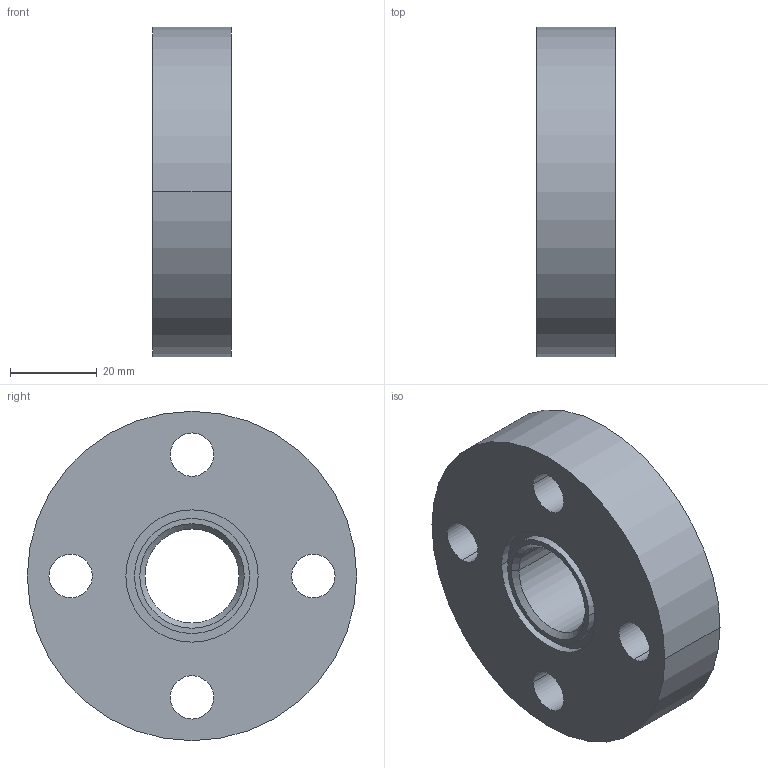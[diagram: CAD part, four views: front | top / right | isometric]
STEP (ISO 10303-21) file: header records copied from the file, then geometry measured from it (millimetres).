
FILE_DESCRIPTION(('STEP AP203'),'1');
FILE_NAME('b11-004.stp','2022-03-03T09:00:12',('TraceParts'),('TraceParts S.A.'),'Spatial InterOp 3D',' ',' ');
FILE_SCHEMA(('CONFIG_CONTROL_DESIGN'));
Length unit declared in the file: millimetre
Products named in the file (1): 1
Bounding box: 18 x 76 x 76 mm (x, y, z)
Volume: 66165.4 mm3; surface area: 16210 mm2
Topology: 1 solids, 1 shells, 36 faces, 80 edges, 52 vertices
Faces by surface type: cylinder 24, plane 8, cone 4
Entity records: 1088 total; most frequent: DIRECTION 206, CARTESIAN_POINT 169, ORIENTED_EDGE 160, AXIS2_PLACEMENT_3D 89, EDGE_CURVE 80, EDGE_LOOP 52, VERTEX_POINT 52, CIRCLE 52
